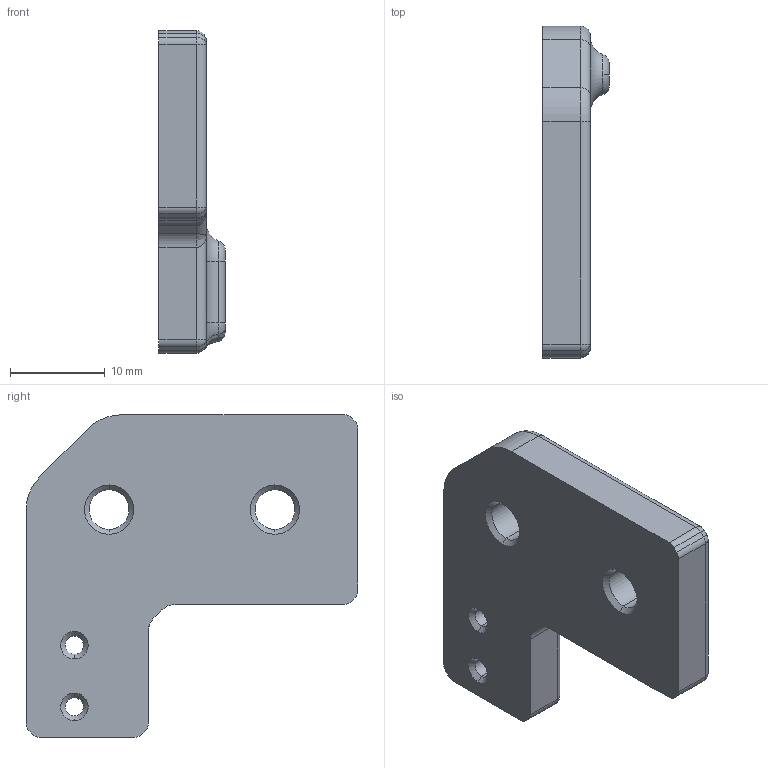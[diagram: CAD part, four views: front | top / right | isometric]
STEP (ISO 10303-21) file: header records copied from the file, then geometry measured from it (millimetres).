
FILE_DESCRIPTION (( 'STEP AP214' ), '1' );
FILE_NAME ('Z_endstop.STEP', '2024-12-08T11:46:39', ( '' ), ( '' ), 'SwSTEP 2.0', 'SolidWorks 2024', '' );
FILE_SCHEMA (( 'AUTOMOTIVE_DESIGN' ));
Length unit declared in the file: millimetre
Products named in the file (1): Z_endstop
Bounding box: 7 x 35 x 34 mm (x, y, z)
Volume: 4119.6 mm3; surface area: 2439.7 mm2
Topology: 1 solids, 1 shells, 84 faces, 198 edges, 110 vertices
Faces by surface type: cylinder 36, plane 15, cone 12, torus 9, sphere 8, bspline 4
Entity records: 2618 total; most frequent: CARTESIAN_POINT 658, DIRECTION 445, ORIENTED_EDGE 384, EDGE_CURVE 192, AXIS2_PLACEMENT_3D 179, VERTEX_POINT 110, CIRCLE 98, EDGE_LOOP 92
